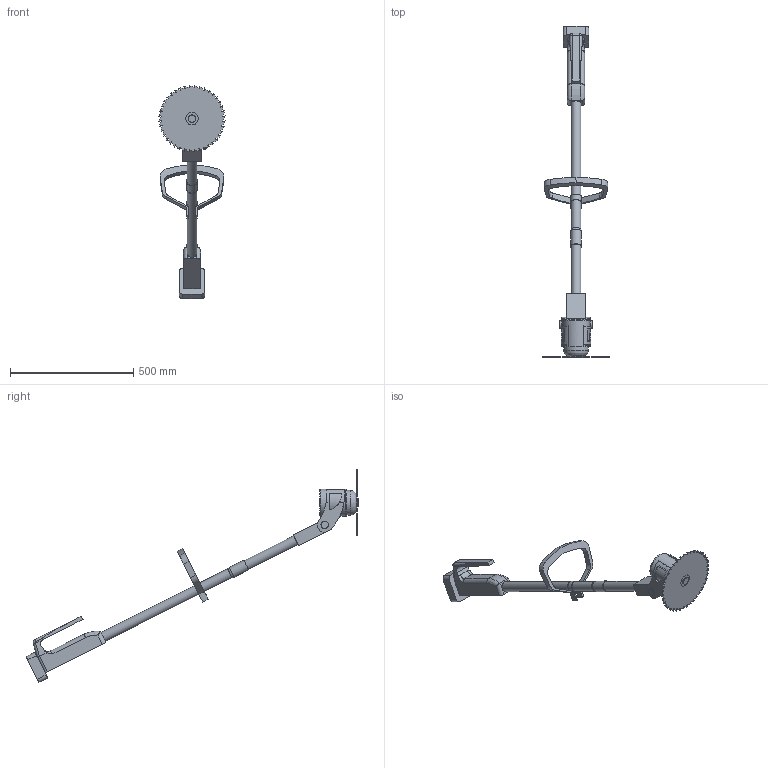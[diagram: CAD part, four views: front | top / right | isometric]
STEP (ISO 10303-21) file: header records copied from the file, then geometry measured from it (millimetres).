
FILE_DESCRIPTION(/* description */ (''),/* implementation_level */ '2;1');
FILE_NAME(/* name */ 'Assembly1.stp',/* time_stamp */ '2023-06-12T01:01:49+07:00',/* author */ ('noval'),/* organization */ (''),/* preprocessor_version */ 'ST-DEVELOPER v18',/* originating_system */ 'Autodesk Inventor 2020',/* authorisation */ '');
FILE_SCHEMA (('AUTOMOTIVE_DESIGN { 1 0 10303 214 3 1 1 }'));
Length unit declared in the file: millimetre
Products named in the file (7): Assembly1; Part2; Metal Saw; Part3; Part4; Part5; Part6
Assembly tree (6 placements, depth 2):
  Assembly1
    Part2
    Metal Saw
    Part3
    Part4
    Part5
    Part6
Bounding box: 269.34 x 1345.89 x 863.88 mm (x, y, z)
Volume: 5918946.5 mm3; surface area: 613043.6 mm2
Topology: 8 solids, 8 shells, 273 faces, 752 edges, 501 vertices
Faces by surface type: cylinder 178, plane 86, bspline 6, torus 3
Full cylindrical faces by diameter (mm): 30 x6, 40 x4, 44 x1, 100 x1, 110 x1
Entity records: 9819 total; most frequent: CARTESIAN_POINT 2139, DIRECTION 1660, ORIENTED_EDGE 1504, EDGE_CURVE 752, AXIS2_PLACEMENT_3D 660, VERTEX_POINT 501, CIRCLE 366, LINE 340
